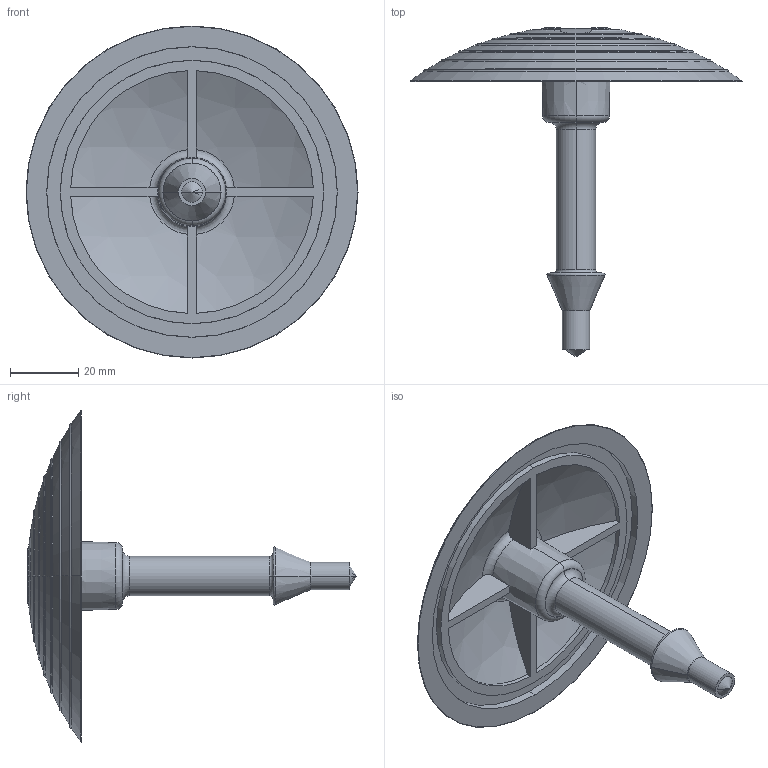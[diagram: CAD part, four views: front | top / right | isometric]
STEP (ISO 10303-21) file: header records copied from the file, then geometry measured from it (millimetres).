
FILE_DESCRIPTION (( 'STEP AP214' ), '1' );
FILE_NAME ('818121d.STEP', '2020-04-24T12:23:44', ( 'Huth' ), ( '' ), 'SwSTEP 2.0', 'SolidWorks 2018', '' );
FILE_SCHEMA (( 'AUTOMOTIVE_DESIGN' ));
Length unit declared in the file: millimetre
Products named in the file (1): 818121d
Bounding box: 97.08 x 96.38 x 97.08 mm (x, y, z)
Volume: 49887.5 mm3; surface area: 22134.4 mm2
Topology: 1 solids, 1 shells, 125 faces, 345 edges, 226 vertices
Faces by surface type: torus 48, sphere 40, plane 16, cylinder 11, cone 10
Entity records: 4443 total; most frequent: CARTESIAN_POINT 1073, DIRECTION 811, ORIENTED_EDGE 686, AXIS2_PLACEMENT_3D 392, EDGE_CURVE 343, CIRCLE 266, VERTEX_POINT 226, EDGE_LOOP 131
